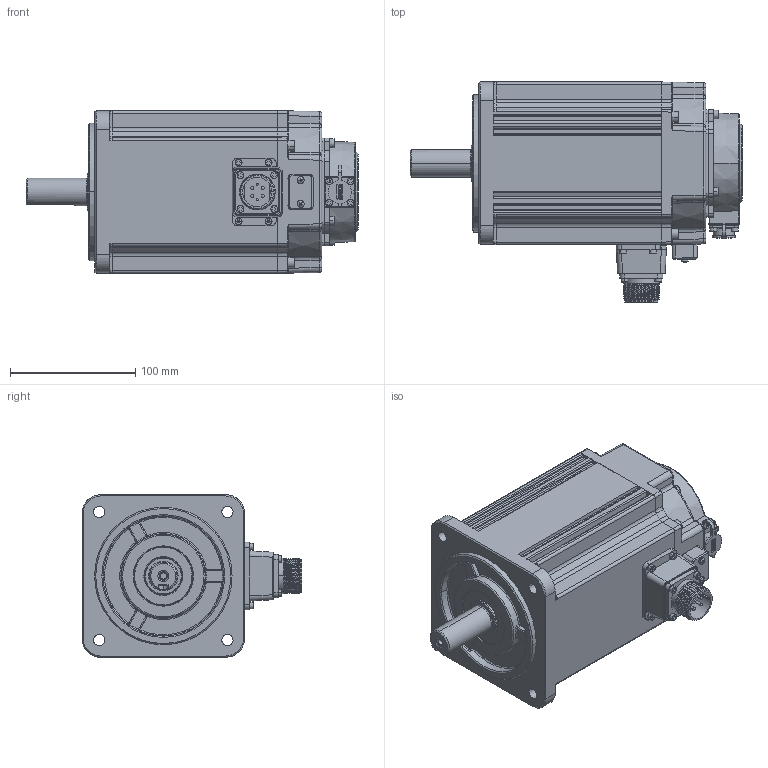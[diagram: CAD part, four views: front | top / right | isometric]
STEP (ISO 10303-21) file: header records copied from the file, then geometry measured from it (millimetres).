
FILE_DESCRIPTION (( 'STEP AP203' ), '1' );
FILE_NAME ('MS6G-130CM15EZ2-22P3.STEP', '2023-10-30T07:52:50', ( '' ), ( '' ), 'SwSTEP 2.0', 'SolidWorks 2022', '' );
FILE_SCHEMA (( 'CONFIG_CONTROL_DESIGN' ));
Length unit declared in the file: millimetre
Products named in the file (1): MS6G-130CM15EZ2-22P3
Bounding box: 265.5 x 175.9 x 130 mm (x, y, z)
Surface area: 176565.7 mm2 (no closed solid volume)
Topology: 0 solids, 70 shells, 1074 faces, 3596 edges, 2533 vertices
Faces by surface type: plane 442, cylinder 329, bspline 125, torus 101, cone 67, sphere 10
Entity records: 45936 total; most frequent: CARTESIAN_POINT 16359, ORIENTED_EDGE 5893, DIRECTION 5858, EDGE_CURVE 3565, VERTEX_POINT 2533, AXIS2_PLACEMENT_3D 2144, LINE 1570, VECTOR 1570
